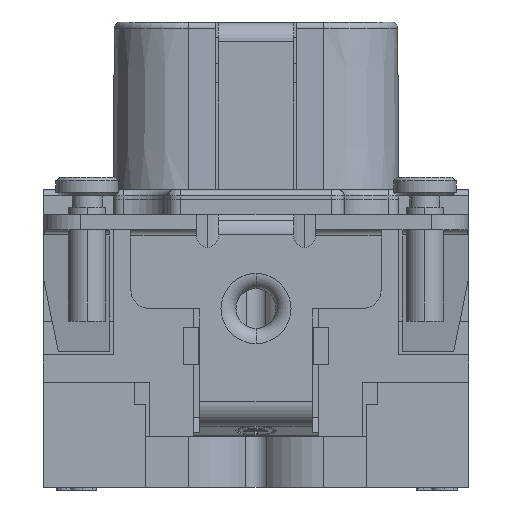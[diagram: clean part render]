
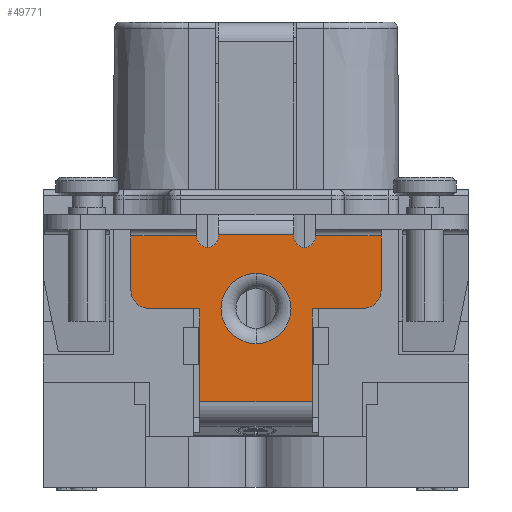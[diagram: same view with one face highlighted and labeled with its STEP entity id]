
A CAD part, left-side view. The second image highlights one B-rep face of the part: STEP entity #49771.
In plain terms, the highlighted planar face has unit normal (-1, 0, 0).
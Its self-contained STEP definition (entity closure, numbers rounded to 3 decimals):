
#6845=CARTESIAN_POINT('',(-32.8,0.,-7.5));
#6846=DIRECTION('',(-1.,0.,0.));
#6847=DIRECTION('',(0.,0.,1.));
#6848=AXIS2_PLACEMENT_3D('',#6845,#6846,#6847);
#6865=DIRECTION('',(0.,0.,-1.));
#6866=VECTOR('',#6865,0.123);
#6867=CARTESIAN_POINT('',(-32.8,-3.,-1.614));
#6868=LINE('',#6867,#6866);
#6869=CARTESIAN_POINT('',(-32.8,-3.875,-1.738));
#6870=DIRECTION('',(-1.,0.,0.));
#6871=DIRECTION('',(0.,1.,0.));
#6872=AXIS2_PLACEMENT_3D('',#6869,#6870,#6871);
#6874=DIRECTION('',(0.,0.,1.));
#6875=VECTOR('',#6874,0.038);
#6876=CARTESIAN_POINT('',(-32.8,-4.75,-1.738));
#6877=LINE('',#6876,#6875);
#6878=DIRECTION('',(0.,0.,1.));
#6879=VECTOR('',#6878,4.3);
#6880=CARTESIAN_POINT('',(-32.8,-10.,-6.));
#6881=LINE('',#6880,#6879);
#6882=CARTESIAN_POINT('',(-32.8,-8.5,-6.));
#6883=DIRECTION('',(-1.,0.,0.));
#6884=DIRECTION('',(0.,0.,-1.));
#6885=AXIS2_PLACEMENT_3D('',#6882,#6883,#6884);
#6887=DIRECTION('',(0.,-1.,0.));
#6888=VECTOR('',#6887,4.);
#6889=CARTESIAN_POINT('',(-32.8,-4.5,-7.5));
#6890=LINE('',#6889,#6888);
#6891=DIRECTION('',(0.,0.,1.));
#6892=VECTOR('',#6891,0.51);
#6893=CARTESIAN_POINT('',(-32.8,-4.5,-8.01));
#6894=LINE('',#6893,#6892);
#6895=DIRECTION('',(0.,0.,-1.));
#6896=VECTOR('',#6895,0.984);
#6897=CARTESIAN_POINT('',(-32.8,-4.5,-8.01));
#6898=LINE('',#6897,#6896);
#6899=DIRECTION('',(0.,0.,-1.));
#6900=VECTOR('',#6899,2.962);
#6901=CARTESIAN_POINT('',(-32.8,-4.5,-11.995));
#6902=LINE('',#6901,#6900);
#6903=DIRECTION('',(0.,0.,1.));
#6904=VECTOR('',#6903,2.962);
#6905=CARTESIAN_POINT('',(-32.8,4.5,-14.956));
#6906=LINE('',#6905,#6904);
#6907=DIRECTION('',(0.,0.,1.));
#6908=VECTOR('',#6907,0.984);
#6909=CARTESIAN_POINT('',(-32.8,4.5,-8.995));
#6910=LINE('',#6909,#6908);
#6911=DIRECTION('',(0.,0.,-1.));
#6912=VECTOR('',#6911,0.51);
#6913=CARTESIAN_POINT('',(-32.8,4.5,-7.5));
#6914=LINE('',#6913,#6912);
#6915=DIRECTION('',(0.,-1.,0.));
#6916=VECTOR('',#6915,4.);
#6917=CARTESIAN_POINT('',(-32.8,8.5,-7.5));
#6918=LINE('',#6917,#6916);
#6919=CARTESIAN_POINT('',(-32.8,8.5,-6.));
#6920=DIRECTION('',(-1.,0.,0.));
#6921=DIRECTION('',(0.,1.,0.));
#6922=AXIS2_PLACEMENT_3D('',#6919,#6920,#6921);
#6924=DIRECTION('',(0.,0.,-1.));
#6925=VECTOR('',#6924,4.3);
#6926=CARTESIAN_POINT('',(-32.8,10.,-1.7));
#6927=LINE('',#6926,#6925);
#6928=DIRECTION('',(0.,0.,-1.));
#6929=VECTOR('',#6928,0.038);
#6930=CARTESIAN_POINT('',(-32.8,4.75,-1.7));
#6931=LINE('',#6930,#6929);
#6932=CARTESIAN_POINT('',(-32.8,3.875,-1.738));
#6933=DIRECTION('',(-1.,0.,0.));
#6934=DIRECTION('',(0.,1.,0.));
#6935=AXIS2_PLACEMENT_3D('',#6932,#6933,#6934);
#6937=DIRECTION('',(0.,0.,1.));
#6938=VECTOR('',#6937,0.123);
#6939=CARTESIAN_POINT('',(-32.8,3.,-1.738));
#6940=LINE('',#6939,#6938);
#6941=DIRECTION('',(0.,1.,0.));
#6942=VECTOR('',#6941,6.);
#6943=CARTESIAN_POINT('',(-32.8,-3.,-1.614));
#6944=LINE('',#6943,#6942);
#10075=DIRECTION('',(0.,1.,0.));
#10076=VECTOR('',#10075,9.);
#10077=CARTESIAN_POINT('',(-32.8,-4.5,-14.956));
#10078=LINE('',#10077,#10076);
#10345=DIRECTION('',(0.,0.,1.));
#10346=VECTOR('',#10345,3.);
#10347=CARTESIAN_POINT('',(-32.8,-4.5,-11.995));
#10348=LINE('',#10347,#10346);
#10415=DIRECTION('',(0.,1.,0.));
#10416=VECTOR('',#10415,5.25);
#10417=CARTESIAN_POINT('',(-32.8,-10.,-1.7));
#10418=LINE('',#10417,#10416);
#10731=DIRECTION('',(0.,1.,0.));
#10732=VECTOR('',#10731,5.25);
#10733=CARTESIAN_POINT('',(-32.8,4.75,-1.7));
#10734=LINE('',#10733,#10732);
#18974=DIRECTION('',(0.,0.,1.));
#18975=VECTOR('',#18974,3.);
#18976=CARTESIAN_POINT('',(-32.8,4.5,-11.995));
#18977=LINE('',#18976,#18975);
#22695=CARTESIAN_POINT('',(-32.8,0.,-7.5));
#22696=DIRECTION('',(-1.,0.,0.));
#22697=DIRECTION('',(0.,0.,-1.));
#22698=AXIS2_PLACEMENT_3D('',#22695,#22696,#22697);
#39257=CARTESIAN_POINT('',(-32.8,3.,-1.738));
#39259=VERTEX_POINT('',#39257);
#39269=CARTESIAN_POINT('',(-32.8,-4.75,-1.738));
#39271=VERTEX_POINT('',#39269);
#39273=CARTESIAN_POINT('',(-32.8,4.75,-1.738));
#39274=VERTEX_POINT('',#39273);
#39275=CARTESIAN_POINT('',(-32.8,-3.,-1.738));
#39276=VERTEX_POINT('',#39275);
#39387=CARTESIAN_POINT('',(-32.8,-4.75,-1.7));
#39388=VERTEX_POINT('',#39387);
#39393=CARTESIAN_POINT('',(-32.8,4.75,-1.7));
#39394=VERTEX_POINT('',#39393);
#39437=CARTESIAN_POINT('',(-32.8,4.5,-14.956));
#39438=CARTESIAN_POINT('',(-32.8,4.5,-11.995));
#39439=VERTEX_POINT('',#39437);
#39440=VERTEX_POINT('',#39438);
#39445=CARTESIAN_POINT('',(-32.8,-4.5,-11.995));
#39446=CARTESIAN_POINT('',(-32.8,-4.5,-14.956));
#39447=VERTEX_POINT('',#39445);
#39448=VERTEX_POINT('',#39446);
#39453=CARTESIAN_POINT('',(-32.8,8.5,-7.5));
#39454=CARTESIAN_POINT('',(-32.8,4.5,-7.5));
#39455=VERTEX_POINT('',#39453);
#39456=VERTEX_POINT('',#39454);
#39457=CARTESIAN_POINT('',(-32.8,4.5,-8.01));
#39458=VERTEX_POINT('',#39457);
#39459=CARTESIAN_POINT('',(-32.8,10.,-6.));
#39460=VERTEX_POINT('',#39459);
#39461=CARTESIAN_POINT('',(-32.8,-4.5,-7.5));
#39462=CARTESIAN_POINT('',(-32.8,-8.5,-7.5));
#39463=VERTEX_POINT('',#39461);
#39464=VERTEX_POINT('',#39462);
#39465=CARTESIAN_POINT('',(-32.8,-10.,-6.));
#39466=VERTEX_POINT('',#39465);
#39467=CARTESIAN_POINT('',(-32.8,-4.5,-8.01));
#39468=VERTEX_POINT('',#39467);
#39469=CARTESIAN_POINT('',(-32.8,-4.5,-8.995));
#39470=VERTEX_POINT('',#39469);
#39471=CARTESIAN_POINT('',(-32.8,4.5,-8.995));
#39472=VERTEX_POINT('',#39471);
#39473=CARTESIAN_POINT('',(-32.8,-10.,-1.7));
#39474=VERTEX_POINT('',#39473);
#39475=CARTESIAN_POINT('',(-32.8,10.,-1.7));
#39476=VERTEX_POINT('',#39475);
#39501=CARTESIAN_POINT('',(-32.8,3.,-1.614));
#39502=VERTEX_POINT('',#39501);
#39503=CARTESIAN_POINT('',(-32.8,-3.,-1.614));
#39504=VERTEX_POINT('',#39503);
#39533=CARTESIAN_POINT('',(-32.8,0.,-10.3));
#39534=CARTESIAN_POINT('',(-32.8,0.,-4.7));
#39535=VERTEX_POINT('',#39533);
#39536=VERTEX_POINT('',#39534);
#49712=CARTESIAN_POINT('',(-32.8,0.,-0.805));
#49713=DIRECTION('',(1.,0.,0.));
#49714=DIRECTION('',(0.,1.,0.));
#49715=AXIS2_PLACEMENT_3D('',#49712,#49713,#49714);
#49716=PLANE('',#49715);
#49718=ORIENTED_EDGE('',*,*,#49717,.F.);
#49720=ORIENTED_EDGE('',*,*,#49719,.T.);
#49722=ORIENTED_EDGE('',*,*,#49721,.T.);
#49724=ORIENTED_EDGE('',*,*,#49723,.T.);
#49726=ORIENTED_EDGE('',*,*,#49725,.F.);
#49728=ORIENTED_EDGE('',*,*,#49727,.F.);
#49730=ORIENTED_EDGE('',*,*,#49729,.F.);
#49732=ORIENTED_EDGE('',*,*,#49731,.F.);
#49734=ORIENTED_EDGE('',*,*,#49733,.F.);
#49736=ORIENTED_EDGE('',*,*,#49735,.T.);
#49738=ORIENTED_EDGE('',*,*,#49737,.F.);
#49740=ORIENTED_EDGE('',*,*,#49739,.T.);
#49742=ORIENTED_EDGE('',*,*,#49741,.T.);
#49743=ORIENTED_EDGE('',*,*,#49578,.T.);
#49745=ORIENTED_EDGE('',*,*,#49744,.T.);
#49747=ORIENTED_EDGE('',*,*,#49746,.T.);
#49749=ORIENTED_EDGE('',*,*,#49748,.F.);
#49751=ORIENTED_EDGE('',*,*,#49750,.F.);
#49753=ORIENTED_EDGE('',*,*,#49752,.F.);
#49755=ORIENTED_EDGE('',*,*,#49754,.F.);
#49757=ORIENTED_EDGE('',*,*,#49756,.F.);
#49759=ORIENTED_EDGE('',*,*,#49758,.T.);
#49761=ORIENTED_EDGE('',*,*,#49760,.T.);
#49763=ORIENTED_EDGE('',*,*,#49762,.T.);
#49764=EDGE_LOOP('',(#49718,#49720,#49722,#49724,#49726,#49728,#49730,#49732,
#49734,#49736,#49738,#49740,#49742,#49743,#49745,#49747,#49749,#49751,#49753,
#49755,#49757,#49759,#49761,#49763));
#49765=FACE_OUTER_BOUND('',#49764,.F.);
#49767=ORIENTED_EDGE('',*,*,#49766,.T.);
#49768=ORIENTED_EDGE('',*,*,#49702,.T.);
#49769=EDGE_LOOP('',(#49767,#49768));
#49770=FACE_BOUND('',#49769,.F.);
#49771=ADVANCED_FACE('',(#49765,#49770),#49716,.F.);
#6849=CIRCLE('',#6848,2.8);
#6873=CIRCLE('',#6872,0.875);
#6886=CIRCLE('',#6885,1.5);
#6923=CIRCLE('',#6922,1.5);
#6936=CIRCLE('',#6935,0.875);
#22699=CIRCLE('',#22698,2.8);
#49578=EDGE_CURVE('',#39439,#39440,#6906,.T.);
#49702=EDGE_CURVE('',#39536,#39535,#6849,.T.);
#49717=EDGE_CURVE('',#39504,#39502,#6944,.T.);
#49719=EDGE_CURVE('',#39504,#39276,#6868,.T.);
#49721=EDGE_CURVE('',#39276,#39271,#6873,.T.);
#49723=EDGE_CURVE('',#39271,#39388,#6877,.T.);
#49725=EDGE_CURVE('',#39474,#39388,#10418,.T.);
#49727=EDGE_CURVE('',#39466,#39474,#6881,.T.);
#49729=EDGE_CURVE('',#39464,#39466,#6886,.T.);
#49731=EDGE_CURVE('',#39463,#39464,#6890,.T.);
#49733=EDGE_CURVE('',#39468,#39463,#6894,.T.);
#49735=EDGE_CURVE('',#39468,#39470,#6898,.T.);
#49737=EDGE_CURVE('',#39447,#39470,#10348,.T.);
#49739=EDGE_CURVE('',#39447,#39448,#6902,.T.);
#49741=EDGE_CURVE('',#39448,#39439,#10078,.T.);
#49744=EDGE_CURVE('',#39440,#39472,#18977,.T.);
#49746=EDGE_CURVE('',#39472,#39458,#6910,.T.);
#49748=EDGE_CURVE('',#39456,#39458,#6914,.T.);
#49750=EDGE_CURVE('',#39455,#39456,#6918,.T.);
#49752=EDGE_CURVE('',#39460,#39455,#6923,.T.);
#49754=EDGE_CURVE('',#39476,#39460,#6927,.T.);
#49756=EDGE_CURVE('',#39394,#39476,#10734,.T.);
#49758=EDGE_CURVE('',#39394,#39274,#6931,.T.);
#49760=EDGE_CURVE('',#39274,#39259,#6936,.T.);
#49762=EDGE_CURVE('',#39259,#39502,#6940,.T.);
#49766=EDGE_CURVE('',#39535,#39536,#22699,.T.);
